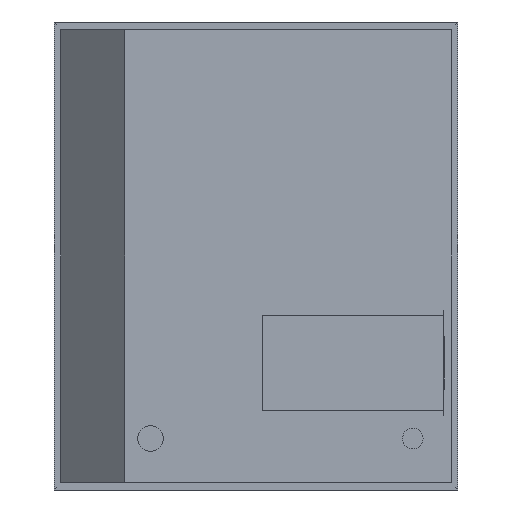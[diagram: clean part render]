
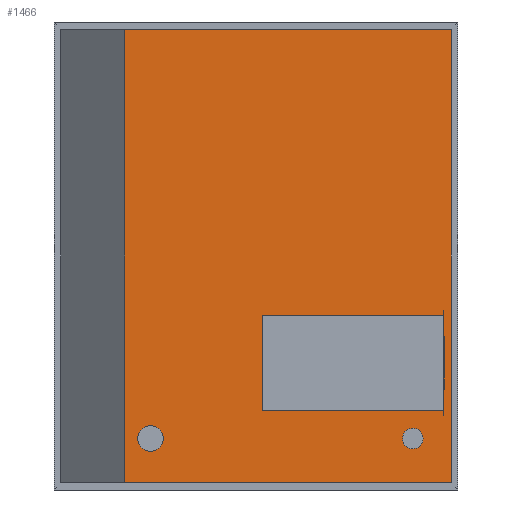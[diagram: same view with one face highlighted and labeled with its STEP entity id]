
A CAD part, front view. The second image highlights one B-rep face of the part: STEP entity #1466.
In plain terms, the highlighted planar face has unit normal (0, -1, 0).
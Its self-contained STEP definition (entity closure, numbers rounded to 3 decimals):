
#20=FACE_BOUND('',#155,.T.);
#21=FACE_BOUND('',#156,.T.);
#67=FACE_OUTER_BOUND('',#154,.T.);
#154=EDGE_LOOP('',(#1091,#1092,#1093,#1094));
#155=EDGE_LOOP('',(#1095,#1096));
#156=EDGE_LOOP('',(#1097,#1098));
#214=CIRCLE('',#1554,25.);
#215=CIRCLE('',#1555,25.);
#218=CIRCLE('',#1560,20.);
#219=CIRCLE('',#1561,20.);
#304=LINE('',#2220,#485);
#307=LINE('',#2226,#488);
#310=LINE('',#2231,#491);
#311=LINE('',#2233,#492);
#485=VECTOR('',#1801,10.);
#488=VECTOR('',#1806,10.);
#491=VECTOR('',#1811,10.);
#492=VECTOR('',#1814,10.);
#612=VERTEX_POINT('',#2098);
#613=VERTEX_POINT('',#2100);
#616=VERTEX_POINT('',#2109);
#617=VERTEX_POINT('',#2111);
#653=VERTEX_POINT('',#2217);
#654=VERTEX_POINT('',#2219);
#655=VERTEX_POINT('',#2223);
#656=VERTEX_POINT('',#2225);
#757=EDGE_CURVE('',#613,#612,#214,.T.);
#758=EDGE_CURVE('',#612,#613,#215,.T.);
#762=EDGE_CURVE('',#617,#616,#218,.T.);
#763=EDGE_CURVE('',#616,#617,#219,.T.);
#814=EDGE_CURVE('',#653,#654,#304,.T.);
#817=EDGE_CURVE('',#655,#656,#307,.T.);
#820=EDGE_CURVE('',#655,#654,#310,.T.);
#821=EDGE_CURVE('',#656,#653,#311,.T.);
#1091=ORIENTED_EDGE('',*,*,#821,.F.);
#1092=ORIENTED_EDGE('',*,*,#817,.F.);
#1093=ORIENTED_EDGE('',*,*,#820,.T.);
#1094=ORIENTED_EDGE('',*,*,#814,.F.);
#1095=ORIENTED_EDGE('',*,*,#757,.T.);
#1096=ORIENTED_EDGE('',*,*,#758,.T.);
#1097=ORIENTED_EDGE('',*,*,#762,.T.);
#1098=ORIENTED_EDGE('',*,*,#763,.T.);
#1386=PLANE('',#1583);
#1466=ADVANCED_FACE('',(#67,#20,#21),#1386,.T.);
#1554=AXIS2_PLACEMENT_3D('',#2101,#1696,#1697);
#1555=AXIS2_PLACEMENT_3D('',#2102,#1698,#1699);
#1560=AXIS2_PLACEMENT_3D('',#2112,#1709,#1710);
#1561=AXIS2_PLACEMENT_3D('',#2113,#1711,#1712);
#1583=AXIS2_PLACEMENT_3D('',#2232,#1812,#1813);
#1696=DIRECTION('center_axis',(0.,1.,0.));
#1697=DIRECTION('ref_axis',(1.,0.,0.));
#1698=DIRECTION('center_axis',(0.,1.,0.));
#1699=DIRECTION('ref_axis',(1.,0.,0.));
#1709=DIRECTION('center_axis',(0.,1.,0.));
#1710=DIRECTION('ref_axis',(1.,0.,0.));
#1711=DIRECTION('center_axis',(0.,1.,0.));
#1712=DIRECTION('ref_axis',(1.,0.,0.));
#1801=DIRECTION('',(1.,0.,0.));
#1806=DIRECTION('',(-1.,0.,0.));
#1811=DIRECTION('',(0.,0.,1.));
#1812=DIRECTION('center_axis',(0.,-1.,0.));
#1813=DIRECTION('ref_axis',(1.,0.,0.));
#1814=DIRECTION('',(0.,0.,1.));
#2098=CARTESIAN_POINT('',(-230.,0.,-355.));
#2100=CARTESIAN_POINT('',(-180.,0.,-355.));
#2101=CARTESIAN_POINT('Origin',(-205.,0.,-355.));
#2102=CARTESIAN_POINT('Origin',(-205.,0.,-355.));
#2109=CARTESIAN_POINT('',(285.,0.,-355.));
#2111=CARTESIAN_POINT('',(325.,0.,-355.));
#2112=CARTESIAN_POINT('Origin',(305.,0.,-355.));
#2113=CARTESIAN_POINT('Origin',(305.,0.,-355.));
#2217=CARTESIAN_POINT('',(-255.,0.,440.));
#2219=CARTESIAN_POINT('',(380.,0.,440.));
#2220=CARTESIAN_POINT('',(-255.,0.,440.));
#2223=CARTESIAN_POINT('',(380.,0.,-440.));
#2225=CARTESIAN_POINT('',(-255.,0.,-440.));
#2226=CARTESIAN_POINT('',(-255.,0.,-440.));
#2231=CARTESIAN_POINT('',(380.,0.,0.));
#2232=CARTESIAN_POINT('Origin',(-255.,0.,0.));
#2233=CARTESIAN_POINT('',(-255.,0.,0.));
